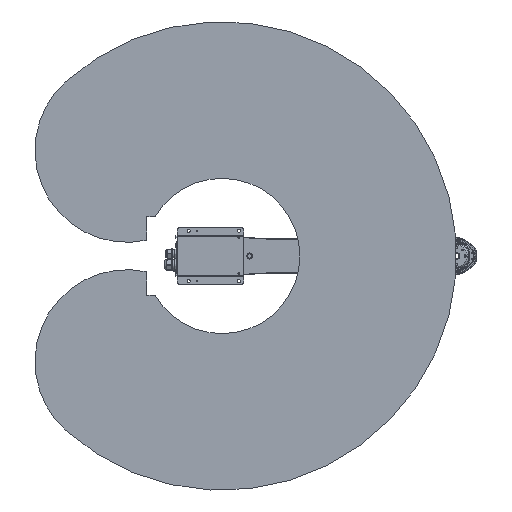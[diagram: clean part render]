
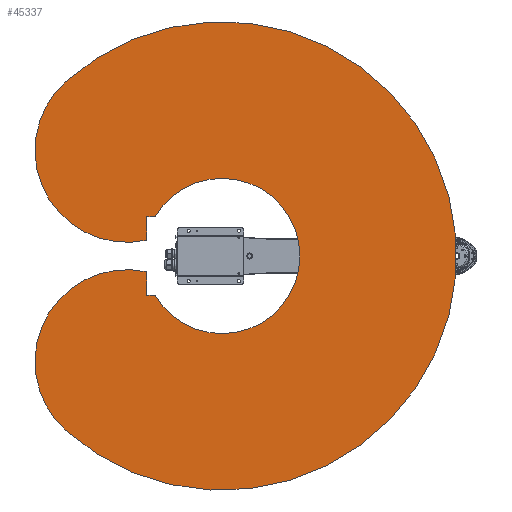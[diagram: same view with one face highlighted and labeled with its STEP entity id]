
A CAD part, front view. The second image highlights one B-rep face of the part: STEP entity #45337.
In plain terms, the highlighted planar face has unit normal (0, -1, 0).
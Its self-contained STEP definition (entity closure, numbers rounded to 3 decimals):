
#11 = ORIENTED_EDGE ( 'NONE', *, *, #51747, .T. ) ;
#773 = CIRCLE ( 'NONE', #3148, 232. ) ;
#2274 = ORIENTED_EDGE ( 'NONE', *, *, #58491, .F. ) ;
#2628 = VERTEX_POINT ( 'NONE', #9302 ) ;
#3148 = AXIS2_PLACEMENT_3D ( 'NONE', #32850, #10512, #38656 ) ;
#4649 = DIRECTION ( 'NONE',  ( 0., 0., -1. ) ) ;
#5055 = CIRCLE ( 'NONE', #23737, 232. ) ;
#5373 = DIRECTION ( 'NONE',  ( -1., 0., 0. ) ) ;
#5948 = AXIS2_PLACEMENT_3D ( 'NONE', #29267, #20140, #53364 ) ;
#8101 = CARTESIAN_POINT ( 'NONE',  ( 0., 0., 117. ) ) ;
#8141 = CARTESIAN_POINT ( 'NONE',  ( 225., 0., -117. ) ) ;
#8466 = AXIS2_PLACEMENT_3D ( 'NONE', #29493, #51771, #24733 ) ;
#9148 = CARTESIAN_POINT ( 'NONE',  ( 0., 0., 0. ) ) ;
#9302 = CARTESIAN_POINT ( 'NONE',  ( 227.222, 0., -46.842 ) ) ;
#9411 = LINE ( 'NONE', #70918, #58783 ) ;
#9607 = VERTEX_POINT ( 'NONE', #8141 ) ;
#10512 = DIRECTION ( 'NONE',  ( 0., 1., 0. ) ) ;
#13835 = CARTESIAN_POINT ( 'NONE',  ( 225., 0., 117. ) ) ;
#15891 = VERTEX_POINT ( 'NONE', #49534 ) ;
#17668 = CARTESIAN_POINT ( 'NONE',  ( 0., 0., 0. ) ) ;
#18271 = EDGE_CURVE ( 'NONE', #56904, #66099, #68362, .T. ) ;
#20140 = DIRECTION ( 'NONE',  ( 0., 1., 0. ) ) ;
#22768 = CARTESIAN_POINT ( 'NONE',  ( 227.222, 0., 46.842 ) ) ;
#23737 = AXIS2_PLACEMENT_3D ( 'NONE', #9148, #64788, #42428 ) ;
#24611 = ORIENTED_EDGE ( 'NONE', *, *, #54880, .T. ) ;
#24733 = DIRECTION ( 'NONE',  ( 0., 0., 1. ) ) ;
#24993 = FACE_OUTER_BOUND ( 'NONE', #69197, .T. ) ;
#25047 = CIRCLE ( 'NONE', #46075, 275. ) ;
#26098 = CARTESIAN_POINT ( 'NONE',  ( 225., 0., -56.56 ) ) ;
#26201 = LINE ( 'NONE', #41927, #66745 ) ;
#29267 = CARTESIAN_POINT ( 'NONE',  ( 284.381, 0., 315.837 ) ) ;
#29493 = CARTESIAN_POINT ( 'NONE',  ( 0., 0., 0. ) ) ;
#30108 = DIRECTION ( 'NONE',  ( 0., 0., 1. ) ) ;
#31034 = VERTEX_POINT ( 'NONE', #34135 ) ;
#31100 = ORIENTED_EDGE ( 'NONE', *, *, #18271, .T. ) ;
#31687 = CIRCLE ( 'NONE', #5948, 275. ) ;
#31717 = DIRECTION ( 'NONE',  ( 0., 0., -1. ) ) ;
#32850 = CARTESIAN_POINT ( 'NONE',  ( 0., 0., 0. ) ) ;
#33909 = EDGE_CURVE ( 'NONE', #31034, #42495, #38807, .T. ) ;
#34135 = CARTESIAN_POINT ( 'NONE',  ( 468.391, 0., -520.201 ) ) ;
#36058 = CARTESIAN_POINT ( 'NONE',  ( 468.391, 0., 520.201 ) ) ;
#36659 = EDGE_CURVE ( 'NONE', #15891, #60571, #5055, .T. ) ;
#37780 = ORIENTED_EDGE ( 'NONE', *, *, #64488, .F. ) ;
#38656 = DIRECTION ( 'NONE',  ( 0., 0., 1. ) ) ;
#38807 = CIRCLE ( 'NONE', #8466, 700. ) ;
#39610 = DIRECTION ( 'NONE',  ( 0., 1., 0. ) ) ;
#40263 = DIRECTION ( 'NONE',  ( 0., 0., 1. ) ) ;
#41927 = CARTESIAN_POINT ( 'NONE',  ( 225., 0., 0. ) ) ;
#42428 = DIRECTION ( 'NONE',  ( 0., 0., 1. ) ) ;
#42495 = VERTEX_POINT ( 'NONE', #36058 ) ;
#42578 = VECTOR ( 'NONE', #47209, 1000. ) ;
#44031 = CARTESIAN_POINT ( 'NONE',  ( 0., 0., 0. ) ) ;
#44920 = ORIENTED_EDGE ( 'NONE', *, *, #36659, .T. ) ;
#45337 = ADVANCED_FACE ( 'NONE', ( #24993 ), #63780, .F. ) ;
#45743 = DIRECTION ( 'NONE',  ( 0., 1., 0. ) ) ;
#46075 = AXIS2_PLACEMENT_3D ( 'NONE', #63343, #45743, #40263 ) ;
#47209 = DIRECTION ( 'NONE',  ( 1., 0., 0. ) ) ;
#49534 = CARTESIAN_POINT ( 'NONE',  ( 200.337, 0., -117. ) ) ;
#50314 = CARTESIAN_POINT ( 'NONE',  ( 225., 0., -117. ) ) ;
#51323 = VECTOR ( 'NONE', #5373, 1000. ) ;
#51747 = EDGE_CURVE ( 'NONE', #9607, #15891, #55822, .T. ) ;
#51771 = DIRECTION ( 'NONE',  ( 0., 1., 0. ) ) ;
#53037 = LINE ( 'NONE', #8101, #42578 ) ;
#53364 = DIRECTION ( 'NONE',  ( 0., 0., 1. ) ) ;
#54099 = VERTEX_POINT ( 'NONE', #26098 ) ;
#54880 = EDGE_CURVE ( 'NONE', #54099, #9607, #26201, .T. ) ;
#55822 = LINE ( 'NONE', #50314, #51323 ) ;
#56712 = EDGE_CURVE ( 'NONE', #70299, #56904, #9411, .T. ) ;
#56904 = VERTEX_POINT ( 'NONE', #57622 ) ;
#57622 = CARTESIAN_POINT ( 'NONE',  ( 225., 0., 56.56 ) ) ;
#57759 = AXIS2_PLACEMENT_3D ( 'NONE', #44031, #39610, #61943 ) ;
#58491 = EDGE_CURVE ( 'NONE', #2628, #31034, #25047, .T. ) ;
#58783 = VECTOR ( 'NONE', #4649, 1000. ) ;
#58884 = ORIENTED_EDGE ( 'NONE', *, *, #62894, .T. ) ;
#60347 = CARTESIAN_POINT ( 'NONE',  ( 200.337, 0., 117. ) ) ;
#60370 = EDGE_CURVE ( 'NONE', #60571, #70299, #53037, .T. ) ;
#60423 = AXIS2_PLACEMENT_3D ( 'NONE', #17668, #62683, #30108 ) ;
#60571 = VERTEX_POINT ( 'NONE', #60347 ) ;
#61943 = DIRECTION ( 'NONE',  ( 0., 0., 1. ) ) ;
#62683 = DIRECTION ( 'NONE',  ( 0., 1., 0. ) ) ;
#62894 = EDGE_CURVE ( 'NONE', #2628, #54099, #773, .T. ) ;
#63343 = CARTESIAN_POINT ( 'NONE',  ( 284.381, 0., -315.837 ) ) ;
#63780 = PLANE ( 'NONE',  #60423 ) ;
#64488 = EDGE_CURVE ( 'NONE', #42495, #66099, #31687, .T. ) ;
#64788 = DIRECTION ( 'NONE',  ( 0., 1., 0. ) ) ;
#66099 = VERTEX_POINT ( 'NONE', #22768 ) ;
#66745 = VECTOR ( 'NONE', #31717, 1000. ) ;
#68362 = CIRCLE ( 'NONE', #57759, 232. ) ;
#69161 = ORIENTED_EDGE ( 'NONE', *, *, #33909, .F. ) ;
#69197 = EDGE_LOOP ( 'NONE', ( #69204, #71071, #31100, #37780, #69161, #2274, #58884, #24611, #11, #44920 ) ) ;
#69204 = ORIENTED_EDGE ( 'NONE', *, *, #60370, .T. ) ;
#70299 = VERTEX_POINT ( 'NONE', #13835 ) ;
#70918 = CARTESIAN_POINT ( 'NONE',  ( 225., 0., 117. ) ) ;
#71071 = ORIENTED_EDGE ( 'NONE', *, *, #56712, .T. ) ;
